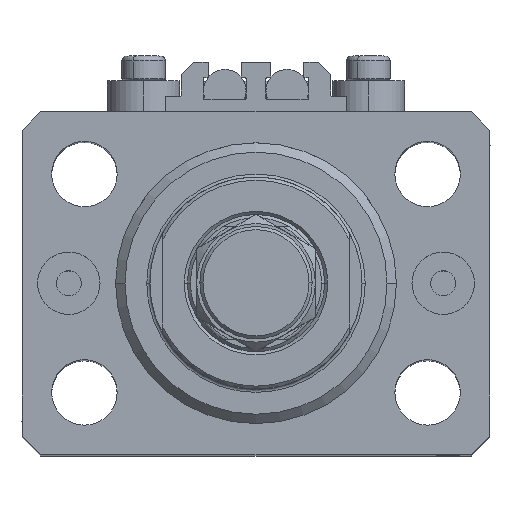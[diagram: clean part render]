
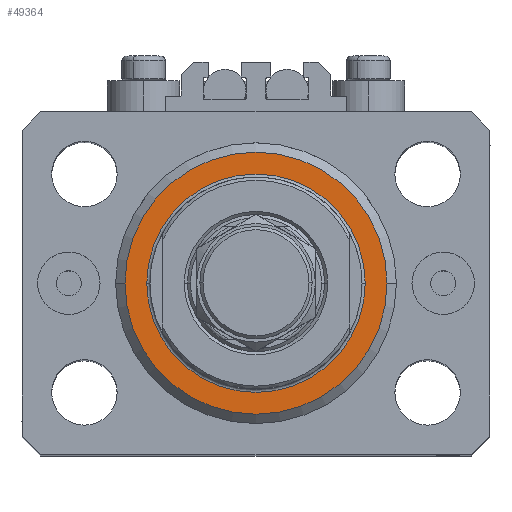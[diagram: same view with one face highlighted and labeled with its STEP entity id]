
A CAD part, top view. The second image highlights one B-rep face of the part: STEP entity #49364.
In plain terms, the highlighted face is planar.
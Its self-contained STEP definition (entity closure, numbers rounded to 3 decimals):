
#1007 = CARTESIAN_POINT ( 'NONE',  ( 17.5, 0., 0. ) ) ;
#2230 = AXIS2_PLACEMENT_3D ( 'NONE', #30229, #26217, #41538 ) ;
#5631 = DIRECTION ( 'NONE',  ( 1., 0., 0. ) ) ;
#7088 = AXIS2_PLACEMENT_3D ( 'NONE', #24521, #27557, #43360 ) ;
#8124 = CARTESIAN_POINT ( 'NONE',  ( 0., 0., 0. ) ) ;
#9757 = EDGE_LOOP ( 'NONE', ( #30684, #24790 ) ) ;
#12024 = EDGE_CURVE ( 'NONE', #14227, #44360, #23363, .T. ) ;
#12710 = CIRCLE ( 'NONE', #2230, 17.5 ) ;
#12948 = CARTESIAN_POINT ( 'NONE',  ( 0., 0., 0. ) ) ;
#13913 = EDGE_LOOP ( 'NONE', ( #25242, #42897 ) ) ;
#14227 = VERTEX_POINT ( 'NONE', #20429 ) ;
#15644 = DIRECTION ( 'NONE',  ( 1., 0., 0. ) ) ;
#17246 = VERTEX_POINT ( 'NONE', #1007 ) ;
#20429 = CARTESIAN_POINT ( 'NONE',  ( 21., 0., 0. ) ) ;
#20872 = AXIS2_PLACEMENT_3D ( 'NONE', #12948, #44057, #5631 ) ;
#21382 = CARTESIAN_POINT ( 'NONE',  ( -21., 0., 0. ) ) ;
#21867 = CARTESIAN_POINT ( 'NONE',  ( 0., 0., 0. ) ) ;
#23363 = CIRCLE ( 'NONE', #31347, 21. ) ;
#24521 = CARTESIAN_POINT ( 'NONE',  ( 0., 0., 0. ) ) ;
#24790 = ORIENTED_EDGE ( 'NONE', *, *, #29048, .T. ) ;
#25242 = ORIENTED_EDGE ( 'NONE', *, *, #12024, .T. ) ;
#26217 = DIRECTION ( 'NONE',  ( 0., 0., 1. ) ) ;
#27557 = DIRECTION ( 'NONE',  ( 0., 0., -1. ) ) ;
#29048 = EDGE_CURVE ( 'NONE', #49234, #17246, #12710, .T. ) ;
#29831 = EDGE_CURVE ( 'NONE', #44360, #14227, #36010, .T. ) ;
#29910 = DIRECTION ( 'NONE',  ( 0., 0., -1. ) ) ;
#30229 = CARTESIAN_POINT ( 'NONE',  ( 0., 0., 0. ) ) ;
#30684 = ORIENTED_EDGE ( 'NONE', *, *, #35938, .T. ) ;
#31347 = AXIS2_PLACEMENT_3D ( 'NONE', #21867, #29910, #36697 ) ;
#35804 = PLANE ( 'NONE',  #20872 ) ;
#35938 = EDGE_CURVE ( 'NONE', #17246, #49234, #39292, .T. ) ;
#36010 = CIRCLE ( 'NONE', #7088, 21. ) ;
#36306 = FACE_BOUND ( 'NONE', #9757, .T. ) ;
#36697 = DIRECTION ( 'NONE',  ( 1., 0., 0. ) ) ;
#38841 = CARTESIAN_POINT ( 'NONE',  ( -17.5, 0., 0. ) ) ;
#39007 = DIRECTION ( 'NONE',  ( 0., 0., 1. ) ) ;
#39292 = CIRCLE ( 'NONE', #45706, 17.5 ) ;
#41538 = DIRECTION ( 'NONE',  ( 1., 0., 0. ) ) ;
#42897 = ORIENTED_EDGE ( 'NONE', *, *, #29831, .T. ) ;
#43360 = DIRECTION ( 'NONE',  ( 1., 0., 0. ) ) ;
#44057 = DIRECTION ( 'NONE',  ( 0., 0., 1. ) ) ;
#44360 = VERTEX_POINT ( 'NONE', #21382 ) ;
#45706 = AXIS2_PLACEMENT_3D ( 'NONE', #8124, #39007, #15644 ) ;
#47825 = FACE_OUTER_BOUND ( 'NONE', #13913, .T. ) ;
#49234 = VERTEX_POINT ( 'NONE', #38841 ) ;
#49364 = ADVANCED_FACE ( 'NONE', ( #36306, #47825 ), #35804, .F. ) ;
